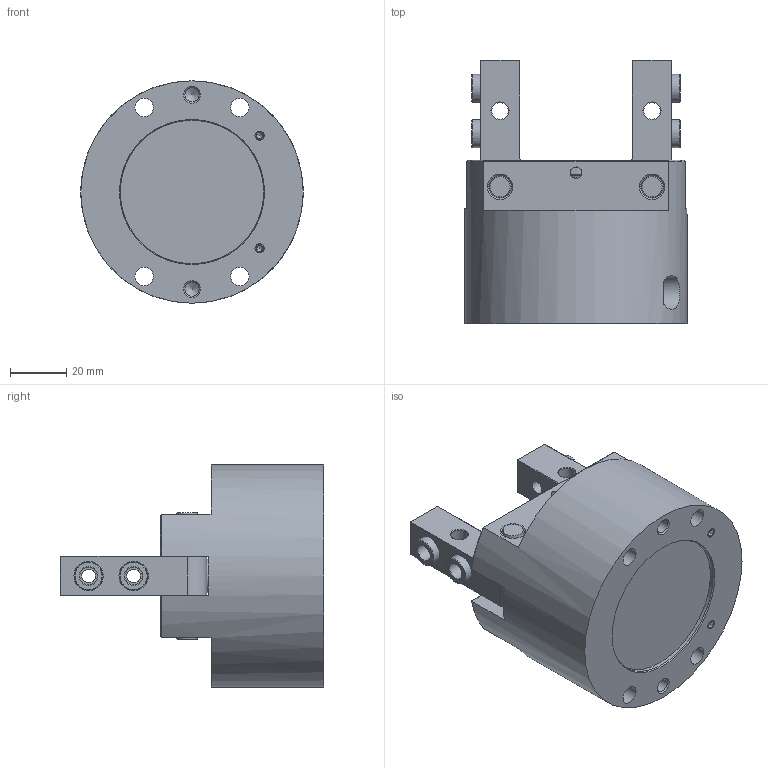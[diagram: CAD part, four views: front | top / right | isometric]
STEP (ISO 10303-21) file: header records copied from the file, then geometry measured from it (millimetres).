
FILE_DESCRIPTION(/* description */ (''),/* implementation_level */ '2;1');
FILE_NAME(/* name */ 'GAP-80.stp',/* time_stamp */ '2021-05-19T09:06:01+02:00',/* author */ ('Emilio'),/* organization */ (''),/* preprocessor_version */ 'ST-DEVELOPER v17.2',/* originating_system */ 'Autodesk Inventor 2019',/* authorisation */ '');
FILE_SCHEMA (('AUTOMOTIVE_DESIGN { 1 0 10303 214 3 1 1 }'));
Length unit declared in the file: millimetre
Products named in the file (10): GAP-80; DIN 7991 - M5x12; BOCCOLA 10H7L7; DIN 913 - M4 x 4 Acciaio; ISO 8734 - 8 x 45 - ADIN EN; DIN 913 - M5 x 6 Acciaio; GAP-80 corpo cliente; GAP-80 stelo; GAP-80 leva; OPM-80-PISTONE-31098.06
Assembly tree (16 placements, depth 2):
  GAP-80
    DIN 7991 - M5x12
    BOCCOLA 10H7L7  x4
    DIN 913 - M4 x 4 Acciaio  x2
    ISO 8734 - 8 x 45 - ADIN EN  x2
    DIN 913 - M5 x 6 Acciaio  x2
    GAP-80 corpo cliente
    GAP-80 stelo
    GAP-80 leva  x2
    OPM-80-PISTONE-31098.06
Bounding box: 79 x 93.5 x 79 mm (x, y, z)
Volume: 263543.7 mm3; surface area: 55370.2 mm2
Topology: 16 solids, 16 shells, 304 faces, 771 edges, 515 vertices
Faces by surface type: plane 125, cone 93, cylinder 77, torus 9
Full cylindrical faces by diameter (mm): 2.5 x2, 3.242 x2, 4 x2, 4.134 x7, 4.917 x4, 5 x5, 5.5 x1, 5.9 x1, 6 x2, 6.2 x4, 6.5 x4, 8 x9, 10 x9, 12 x2, 22 x2, 28 x1, 39.65 x1, 44 x1, 45.7 x2, 51 x1, 79 x1
Entity records: 7106 total; most frequent: CARTESIAN_POINT 1381, DIRECTION 1233, ORIENTED_EDGE 1038, EDGE_CURVE 519, AXIS2_PLACEMENT_3D 508, VERTEX_POINT 354, CIRCLE 276, EDGE_LOOP 265
